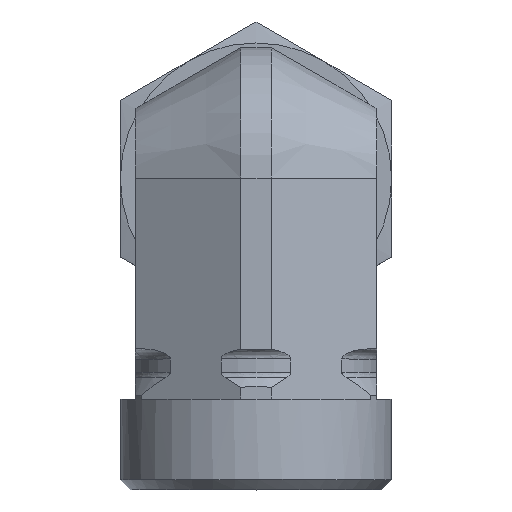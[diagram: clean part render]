
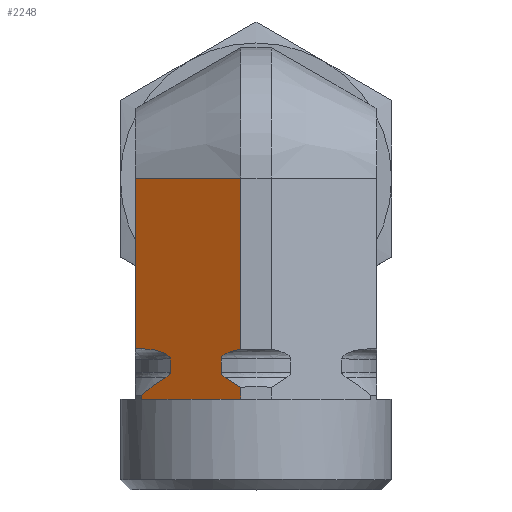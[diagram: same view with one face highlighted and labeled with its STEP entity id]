
A CAD part, top view. The second image highlights one B-rep face of the part: STEP entity #2248.
In plain terms, the highlighted planar face has unit normal (-0.5, 0, 0.866).
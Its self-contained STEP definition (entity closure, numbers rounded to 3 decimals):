
#769=CARTESIAN_POINT('',(-29.121,-8.852,25.928));
#770=VERTEX_POINT('',#769);
#777=CARTESIAN_POINT('',(-29.121,8.148,25.928));
#778=VERTEX_POINT('',#777);
#779=CARTESIAN_POINT('',(-29.121,8.148,25.928));
#780=DIRECTION('',(0.0,-1.0,0.0));
#781=VECTOR('',#780,17.0);
#782=LINE('',#779,#781);
#783=EDGE_CURVE('',#778,#770,#782,.T.);
#1015=CARTESIAN_POINT('',(-28.477,-13.852,26.3));
#1016=VERTEX_POINT('',#1015);
#1024=CARTESIAN_POINT('',(-28.477,-13.444,26.3));
#1025=VERTEX_POINT('',#1024);
#1026=CARTESIAN_POINT('',(-28.477,-13.444,26.3));
#1027=DIRECTION('',(0.0,-1.0,0.0));
#1028=VECTOR('',#1027,0.408);
#1029=LINE('',#1026,#1028);
#1030=EDGE_CURVE('',#1025,#1016,#1029,.T.);
#1369=CARTESIAN_POINT('',(-25.649,-11.184,27.933));
#1370=VERTEX_POINT('',#1369);
#1378=CARTESIAN_POINT('',(-25.649,-9.852,27.933));
#1379=VERTEX_POINT('',#1378);
#1380=CARTESIAN_POINT('',(-25.649,-9.852,27.933));
#1381=DIRECTION('',(0.0,-1.0,0.0));
#1382=VECTOR('',#1381,1.332);
#1383=LINE('',#1380,#1382);
#1384=EDGE_CURVE('',#1379,#1370,#1383,.T.);
#1401=CARTESIAN_POINT('',(-20.592,-11.184,30.852));
#1402=VERTEX_POINT('',#1401);
#1403=CARTESIAN_POINT('',(-20.592,-9.852,30.852));
#1404=VERTEX_POINT('',#1403);
#1405=CARTESIAN_POINT('',(-20.592,-11.184,30.852));
#1406=DIRECTION('',(0.0,1.0,0.0));
#1407=VECTOR('',#1406,1.332);
#1408=LINE('',#1405,#1407);
#1409=EDGE_CURVE('',#1402,#1404,#1408,.T.);
#1617=CARTESIAN_POINT('',(-28.187,-8.852,26.467));
#1618=VERTEX_POINT('',#1617);
#1619=CARTESIAN_POINT('',(-28.187,-8.852,26.467));
#1620=CARTESIAN_POINT('',(-27.551,-8.852,26.834));
#1621=CARTESIAN_POINT('',(-26.8,-9.007,27.268));
#1622=CARTESIAN_POINT('',(-26.054,-9.372,27.699));
#1623=CARTESIAN_POINT('',(-25.866,-9.477,27.807));
#1624=CARTESIAN_POINT('',(-25.717,-9.656,27.893));
#1625=CARTESIAN_POINT('',(-25.686,-9.702,27.911));
#1626=CARTESIAN_POINT('',(-25.657,-9.777,27.928));
#1627=CARTESIAN_POINT('',(-25.649,-9.818,27.933));
#1628=CARTESIAN_POINT('',(-25.649,-9.852,27.933));
#1629=B_SPLINE_CURVE_WITH_KNOTS('',3,(#1619,#1620,#1621,#1622,#1623,#1624,#1625,#1626,#1627,#1628),.UNSPECIFIED.,.F.,.U.,(4,2,2,2,4),(0.231,0.452,0.512,0.526,0.537),.UNSPECIFIED.);
#1630=EDGE_CURVE('',#1618,#1379,#1629,.T.);
#1647=CARTESIAN_POINT('',(-18.621,-8.89,31.99));
#1648=VERTEX_POINT('',#1647);
#1649=CARTESIAN_POINT('',(-20.592,-9.852,30.852));
#1650=CARTESIAN_POINT('',(-20.592,-9.818,30.852));
#1651=CARTESIAN_POINT('',(-20.584,-9.777,30.857));
#1652=CARTESIAN_POINT('',(-20.555,-9.702,30.874));
#1653=CARTESIAN_POINT('',(-20.524,-9.656,30.891));
#1654=CARTESIAN_POINT('',(-20.375,-9.477,30.978));
#1655=CARTESIAN_POINT('',(-20.187,-9.372,31.086));
#1656=CARTESIAN_POINT('',(-19.608,-9.089,31.42));
#1657=CARTESIAN_POINT('',(-19.105,-8.953,31.71));
#1658=CARTESIAN_POINT('',(-18.621,-8.89,31.99));
#1659=B_SPLINE_CURVE_WITH_KNOTS('',3,(#1649,#1650,#1651,#1652,#1653,#1654,#1655,#1656,#1657,#1658),.UNSPECIFIED.,.F.,.U.,(4,2,2,2,4),(0.537,0.547,0.561,0.622,0.779),.UNSPECIFIED.);
#1660=EDGE_CURVE('',#1404,#1648,#1659,.T.);
#1852=CARTESIAN_POINT('',(-26.102,-11.684,27.671));
#1853=VERTEX_POINT('',#1852);
#1861=CARTESIAN_POINT('',(-25.649,-11.184,27.933));
#1862=CARTESIAN_POINT('',(-25.649,-11.219,27.933));
#1863=CARTESIAN_POINT('',(-25.657,-11.259,27.928));
#1864=CARTESIAN_POINT('',(-25.686,-11.334,27.911));
#1865=CARTESIAN_POINT('',(-25.717,-11.38,27.893));
#1866=CARTESIAN_POINT('',(-25.839,-11.526,27.823));
#1867=CARTESIAN_POINT('',(-25.972,-11.613,27.746));
#1868=CARTESIAN_POINT('',(-26.102,-11.684,27.671));
#1869=B_SPLINE_CURVE_WITH_KNOTS('',3,(#1861,#1862,#1863,#1864,#1865,#1866,#1867,#1868),.UNSPECIFIED.,.F.,.U.,(4,2,2,4),(0.537,0.547,0.561,0.608),.UNSPECIFIED.);
#1870=EDGE_CURVE('',#1370,#1853,#1869,.T.);
#1881=CARTESIAN_POINT('',(-20.139,-11.684,31.113));
#1882=VERTEX_POINT('',#1881);
#1883=CARTESIAN_POINT('',(-20.139,-11.684,31.113));
#1884=CARTESIAN_POINT('',(-20.269,-11.613,31.039));
#1885=CARTESIAN_POINT('',(-20.402,-11.526,30.962));
#1886=CARTESIAN_POINT('',(-20.524,-11.38,30.891));
#1887=CARTESIAN_POINT('',(-20.555,-11.334,30.874));
#1888=CARTESIAN_POINT('',(-20.584,-11.259,30.857));
#1889=CARTESIAN_POINT('',(-20.592,-11.219,30.852));
#1890=CARTESIAN_POINT('',(-20.592,-11.184,30.852));
#1891=B_SPLINE_CURVE_WITH_KNOTS('',3,(#1883,#1884,#1885,#1886,#1887,#1888,#1889,#1890),.UNSPECIFIED.,.F.,.U.,(4,2,2,4),(0.465,0.512,0.526,0.537),.UNSPECIFIED.);
#1892=EDGE_CURVE('',#1882,#1402,#1891,.T.);
#1985=CARTESIAN_POINT('',(-26.102,-11.684,27.671));
#1986=CARTESIAN_POINT('',(-27.243,-12.313,27.012));
#1987=CARTESIAN_POINT('',(-28.477,-13.444,26.3));
#1995=(BOUNDED_CURVE()B_SPLINE_CURVE(2,(#1985,#1986,#1987),.UNSPECIFIED.,.F.,.U.)B_SPLINE_CURVE_WITH_KNOTS((3,3),(0.0,0.326),.UNSPECIFIED.)CURVE()GEOMETRIC_REPRESENTATION_ITEM()RATIONAL_B_SPLINE_CURVE((1.0,1.006,1.0))REPRESENTATION_ITEM(''));
#1996=EDGE_CURVE('',#1853,#1025,#1995,.T.);
#2095=CARTESIAN_POINT('',(-18.621,-12.711,31.99));
#2096=VERTEX_POINT('',#2095);
#2097=CARTESIAN_POINT('',(-18.621,-12.711,31.99));
#2098=CARTESIAN_POINT('',(-19.398,-12.093,31.542));
#2099=CARTESIAN_POINT('',(-20.139,-11.684,31.113));
#2107=(BOUNDED_CURVE()B_SPLINE_CURVE(2,(#2097,#2098,#2099),.UNSPECIFIED.,.F.,.U.)B_SPLINE_CURVE_WITH_KNOTS((3,3),(0.115,0.326),.UNSPECIFIED.)CURVE()GEOMETRIC_REPRESENTATION_ITEM()RATIONAL_B_SPLINE_CURVE((1.003,1.004,1.0))REPRESENTATION_ITEM(''));
#2108=EDGE_CURVE('',#2096,#1882,#2107,.T.);
#2156=CARTESIAN_POINT('',(-18.621,8.148,31.99));
#2157=VERTEX_POINT('',#2156);
#2164=CARTESIAN_POINT('',(-18.621,8.148,31.99));
#2165=DIRECTION('',(0.0,-1.0,0.0));
#2166=VECTOR('',#2165,17.038);
#2167=LINE('',#2164,#2166);
#2168=EDGE_CURVE('',#2157,#1648,#2167,.T.);
#2204=CARTESIAN_POINT('',(-29.121,8.148,25.928));
#2205=DIRECTION('',(-0.5,0.0,0.866));
#2206=DIRECTION('',(0.866,0.0,0.5));
#2207=AXIS2_PLACEMENT_3D('',#2204,#2205,#2206);
#2208=PLANE('',#2207);
#2209=ORIENTED_EDGE('',*,*,#2108,.T.);
#2210=ORIENTED_EDGE('',*,*,#1892,.T.);
#2211=ORIENTED_EDGE('',*,*,#1409,.T.);
#2212=ORIENTED_EDGE('',*,*,#1660,.T.);
#2213=ORIENTED_EDGE('',*,*,#2168,.F.);
#2214=CARTESIAN_POINT('',(-18.621,8.148,31.99));
#2215=DIRECTION('',(-0.866,0.0,-0.5));
#2216=VECTOR('',#2215,12.124);
#2217=LINE('',#2214,#2216);
#2218=EDGE_CURVE('',#2157,#778,#2217,.T.);
#2219=ORIENTED_EDGE('',*,*,#2218,.T.);
#2220=ORIENTED_EDGE('',*,*,#783,.T.);
#2221=CARTESIAN_POINT('',(-29.121,-8.852,25.928));
#2222=DIRECTION('',(0.866,0.0,0.5));
#2223=VECTOR('',#2222,1.078);
#2224=LINE('',#2221,#2223);
#2225=EDGE_CURVE('',#770,#1618,#2224,.T.);
#2226=ORIENTED_EDGE('',*,*,#2225,.T.);
#2227=ORIENTED_EDGE('',*,*,#1630,.T.);
#2228=ORIENTED_EDGE('',*,*,#1384,.T.);
#2229=ORIENTED_EDGE('',*,*,#1870,.T.);
#2230=ORIENTED_EDGE('',*,*,#1996,.T.);
#2231=ORIENTED_EDGE('',*,*,#1030,.T.);
#2232=CARTESIAN_POINT('',(-18.621,-13.852,31.99));
#2233=VERTEX_POINT('',#2232);
#2234=CARTESIAN_POINT('',(-28.477,-13.852,26.3));
#2235=DIRECTION('',(0.866,0.0,0.5));
#2236=VECTOR('',#2235,11.381);
#2237=LINE('',#2234,#2236);
#2238=EDGE_CURVE('',#1016,#2233,#2237,.T.);
#2239=ORIENTED_EDGE('',*,*,#2238,.T.);
#2240=CARTESIAN_POINT('',(-18.621,-12.711,31.99));
#2241=DIRECTION('',(0.0,-1.0,0.0));
#2242=VECTOR('',#2241,1.141);
#2243=LINE('',#2240,#2242);
#2244=EDGE_CURVE('',#2096,#2233,#2243,.T.);
#2245=ORIENTED_EDGE('',*,*,#2244,.F.);
#2246=EDGE_LOOP('',(#2209,#2210,#2211,#2212,#2213,#2219,#2220,#2226,#2227,#2228,#2229,#2230,#2231,#2239,#2245));
#2247=FACE_OUTER_BOUND('',#2246,.T.);
#2248=ADVANCED_FACE('',(#2247),#2208,.T.);
